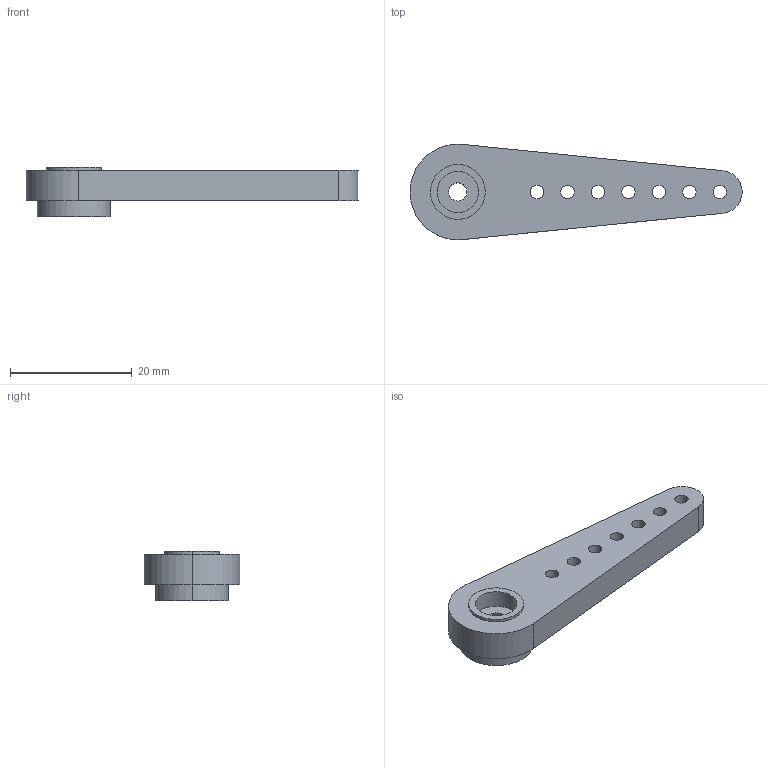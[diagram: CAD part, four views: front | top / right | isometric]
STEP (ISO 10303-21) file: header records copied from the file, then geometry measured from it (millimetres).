
FILE_DESCRIPTION (( 'STEP AP214' ), '1' );
FILE_NAME ('HS-805 Servo Horn B.STEP', '2016-11-18T02:10:59', ( '' ), ( '' ), 'SwSTEP 2.0', 'SolidWorks 2016', '' );
FILE_SCHEMA (( 'AUTOMOTIVE_DESIGN' ));
Length unit declared in the file: millimetre
Products named in the file (1): HS-805 Servo Horn B
Bounding box: 54.49 x 15.67 x 8.2 mm (x, y, z)
Volume: 2952.4 mm3; surface area: 2318.4 mm2
Topology: 1 solids, 1 shells, 78 faces, 216 edges, 144 vertices
Faces by surface type: cylinder 40, plane 38
Entity records: 2586 total; most frequent: DIRECTION 454, CARTESIAN_POINT 439, ORIENTED_EDGE 432, EDGE_CURVE 216, AXIS2_PLACEMENT_3D 159, VERTEX_POINT 144, LINE 136, VECTOR 136
